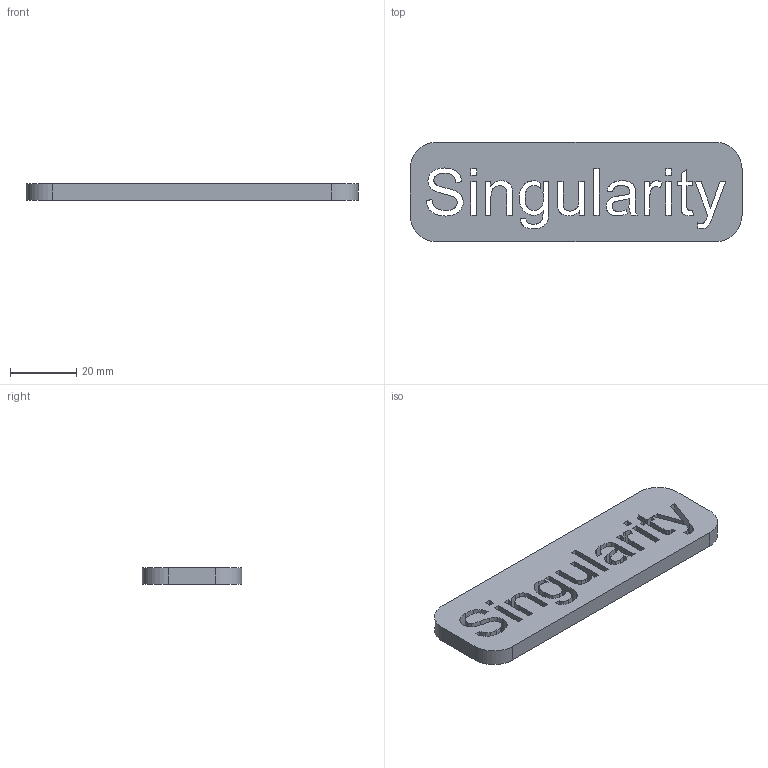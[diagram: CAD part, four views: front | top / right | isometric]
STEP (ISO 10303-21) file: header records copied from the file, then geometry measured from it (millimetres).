
FILE_DESCRIPTION(/* description */ (''),/* implementation_level */ '2;1');
FILE_NAME(/* name */ 'justnameplate v1.step',/* time_stamp */ '2021-04-21T10:44:41-07:00',/* author */ (''),/* organization */ (''),/* preprocessor_version */ 'ST-DEVELOPER v18.1',/* originating_system */ 'Autodesk Translation Framework v10.6.0.1341',/* authorisation */ '');
FILE_SCHEMA (('AUTOMOTIVE_DESIGN { 1 0 10303 214 3 1 1 }'));
Length unit declared in the file: millimetre
Products named in the file (1): justnameplate
Bounding box: 100 x 30 x 5 mm (x, y, z)
Volume: 12633.5 mm3; surface area: 9042.4 mm2
Topology: 1 solids, 1 shells, 224 faces, 666 edges, 444 vertices
Faces by surface type: bspline 139, plane 81, cylinder 4
Entity records: 7875 total; most frequent: CARTESIAN_POINT 2750, ORIENTED_EDGE 1332, EDGE_CURVE 666, DIRECTION 563, VERTEX_POINT 444, LINE 375, VECTOR 375, B_SPLINE_CURVE_WITH_KNOTS 283
